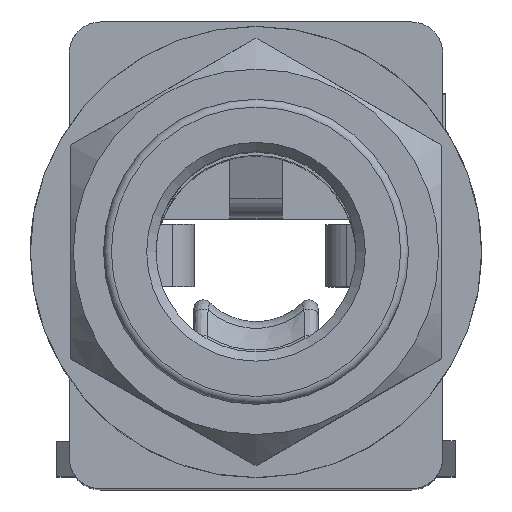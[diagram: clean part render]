
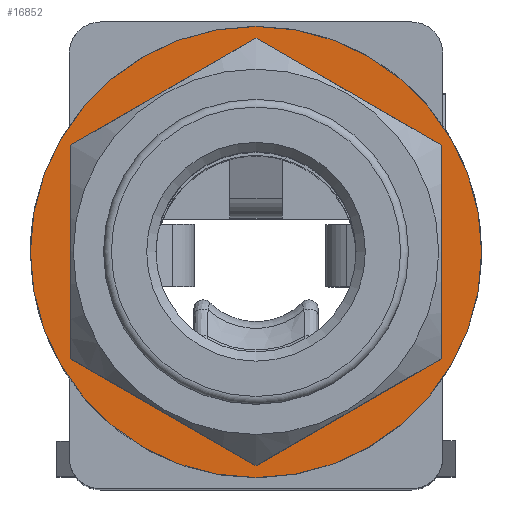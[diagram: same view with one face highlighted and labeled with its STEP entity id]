
A CAD part, top view. The second image highlights one B-rep face of the part: STEP entity #16852.
In plain terms, the highlighted planar face has unit normal (0, 0, 1).
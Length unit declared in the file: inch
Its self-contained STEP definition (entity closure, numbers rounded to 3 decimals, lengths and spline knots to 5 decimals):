
#239=FACE_BOUND('',#1877,.T.);
#529=CIRCLE('',#17895,0.28543);
#986=FACE_OUTER_BOUND('',#1876,.T.);
#1876=EDGE_LOOP('',(#11824));
#1877=EDGE_LOOP('',(#11825,#11826,#11827,#11828,#11829,#11830));
#3065=LINE('',#24763,#5002);
#3109=LINE('',#24996,#5046);
#3110=LINE('',#24998,#5047);
#3111=LINE('',#25000,#5048);
#3112=LINE('',#25002,#5049);
#3113=LINE('',#25003,#5050);
#5002=VECTOR('',#19975,0.27049);
#5046=VECTOR('',#20145,0.27049);
#5047=VECTOR('',#20146,0.27049);
#5048=VECTOR('',#20147,0.27049);
#5049=VECTOR('',#20148,0.27049);
#5050=VECTOR('',#20149,0.27049);
#6799=VERTEX_POINT('',#24760);
#6800=VERTEX_POINT('',#24762);
#6863=VERTEX_POINT('',#24986);
#6866=VERTEX_POINT('',#24995);
#6867=VERTEX_POINT('',#24997);
#6868=VERTEX_POINT('',#24999);
#6869=VERTEX_POINT('',#25001);
#8593=EDGE_CURVE('',#6799,#6800,#3065,.T.);
#8680=EDGE_CURVE('',#6863,#6863,#529,.T.);
#8685=EDGE_CURVE('',#6866,#6799,#3109,.T.);
#8686=EDGE_CURVE('',#6867,#6866,#3110,.T.);
#8687=EDGE_CURVE('',#6868,#6867,#3111,.T.);
#8688=EDGE_CURVE('',#6869,#6868,#3112,.T.);
#8689=EDGE_CURVE('',#6800,#6869,#3113,.T.);
#11824=ORIENTED_EDGE('',*,*,#8680,.F.);
#11825=ORIENTED_EDGE('',*,*,#8685,.F.);
#11826=ORIENTED_EDGE('',*,*,#8686,.F.);
#11827=ORIENTED_EDGE('',*,*,#8687,.F.);
#11828=ORIENTED_EDGE('',*,*,#8688,.F.);
#11829=ORIENTED_EDGE('',*,*,#8689,.F.);
#11830=ORIENTED_EDGE('',*,*,#8593,.F.);
#15200=PLANE('',#17897);
#16852=ADVANCED_FACE('',(#986,#239),#15200,.T.);
#17895=AXIS2_PLACEMENT_3D('',#24987,#20136,#20137);
#17897=AXIS2_PLACEMENT_3D('',#24994,#20143,#20144);
#19975=DIRECTION('',(0.,-1.,0.));
#20136=DIRECTION('center_axis',(0.,0.,-1.));
#20137=DIRECTION('ref_axis',(-1.,0.,0.));
#20143=DIRECTION('center_axis',(0.,0.,1.));
#20144=DIRECTION('ref_axis',(1.,0.,0.));
#20145=DIRECTION('',(-0.866,-0.5,0.));
#20146=DIRECTION('',(-0.866,0.5,0.));
#20147=DIRECTION('',(0.,1.,0.));
#20148=DIRECTION('',(0.866,0.5,0.));
#20149=DIRECTION('',(0.866,-0.5,0.));
#24760=CARTESIAN_POINT('',(-0.23425,0.13918,0.17323));
#24762=CARTESIAN_POINT('',(-0.23425,-0.13131,0.17323));
#24763=CARTESIAN_POINT('',(-0.23425,0.13918,0.17323));
#24986=CARTESIAN_POINT('',(-0.28543,0.00394,0.17323));
#24987=CARTESIAN_POINT('Origin',(0.,0.00394,0.17323));
#24994=CARTESIAN_POINT('Origin',(0.,0.00394,0.17323));
#24995=CARTESIAN_POINT('',(0.,0.27443,0.17323));
#24996=CARTESIAN_POINT('',(0.,0.27443,0.17323));
#24997=CARTESIAN_POINT('',(0.23425,0.13918,0.17323));
#24998=CARTESIAN_POINT('',(0.23425,0.13918,0.17323));
#24999=CARTESIAN_POINT('',(0.23425,-0.13131,0.17323));
#25000=CARTESIAN_POINT('',(0.23425,-0.13131,0.17323));
#25001=CARTESIAN_POINT('',(0.,-0.26655,0.17323));
#25002=CARTESIAN_POINT('',(0.,-0.26655,0.17323));
#25003=CARTESIAN_POINT('',(-0.23425,-0.13131,0.17323));
